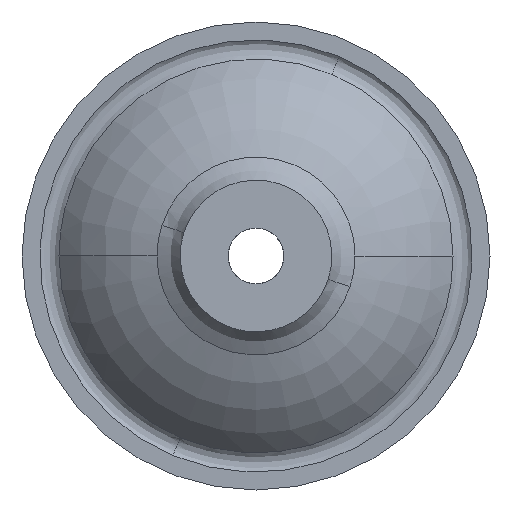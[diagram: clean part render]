
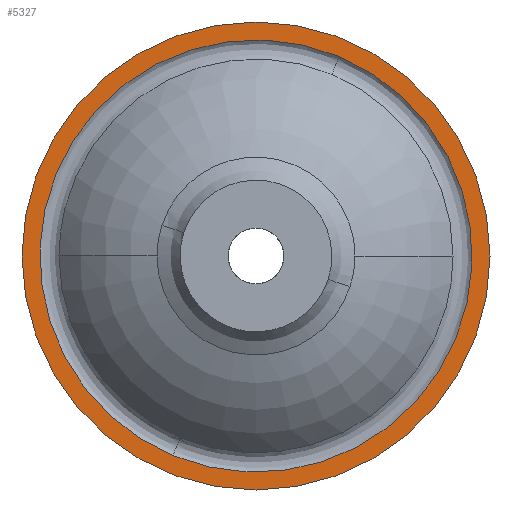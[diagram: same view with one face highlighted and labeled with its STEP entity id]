
A CAD part, front view. The second image highlights one B-rep face of the part: STEP entity #5327.
In plain terms, the highlighted planar face has unit normal (0, -1, 0).
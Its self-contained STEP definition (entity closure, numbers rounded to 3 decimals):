
#69 = ORIENTED_EDGE ( 'NONE', *, *, #3261, .F. ) ;
#83 = DIRECTION ( 'NONE',  ( 0., 0., 1. ) ) ;
#369 = CARTESIAN_POINT ( 'NONE',  ( 0., 52., 0. ) ) ;
#375 = CARTESIAN_POINT ( 'NONE',  ( 0., 52., 0. ) ) ;
#422 = EDGE_CURVE ( 'NONE', #4989, #3059, #908, .T. ) ;
#738 = DIRECTION ( 'NONE',  ( 0., -1., 0. ) ) ;
#908 = CIRCLE ( 'NONE', #2873, 170.875 ) ;
#1081 = EDGE_LOOP ( 'NONE', ( #5126, #69, #2923, #5088 ) ) ;
#1093 = EDGE_CURVE ( 'NONE', #2633, #4593, #4927, .T. ) ;
#1450 = VERTEX_POINT ( 'NONE', #3769 ) ;
#1523 = EDGE_LOOP ( 'NONE', ( #2664, #5637 ) ) ;
#2333 = AXIS2_PLACEMENT_3D ( 'NONE', #5411, #2395, #4470 ) ;
#2395 = DIRECTION ( 'NONE',  ( 0., -1., 0. ) ) ;
#2446 = AXIS2_PLACEMENT_3D ( 'NONE', #375, #4904, #4502 ) ;
#2463 = FACE_OUTER_BOUND ( 'NONE', #1081, .T. ) ;
#2561 = AXIS2_PLACEMENT_3D ( 'NONE', #3824, #5898, #5319 ) ;
#2577 = CARTESIAN_POINT ( 'NONE',  ( 0., 52., 185. ) ) ;
#2633 = VERTEX_POINT ( 'NONE', #5660 ) ;
#2664 = ORIENTED_EDGE ( 'NONE', *, *, #5913, .F. ) ;
#2764 = CIRCLE ( 'NONE', #2561, 185. ) ;
#2842 = DIRECTION ( 'NONE',  ( 0., 0., 1. ) ) ;
#2872 = FACE_BOUND ( 'NONE', #1523, .T. ) ;
#2873 = AXIS2_PLACEMENT_3D ( 'NONE', #4320, #738, #5396 ) ;
#2913 = CARTESIAN_POINT ( 'NONE',  ( 0., 52., -185. ) ) ;
#2923 = ORIENTED_EDGE ( 'NONE', *, *, #5246, .F. ) ;
#3059 = VERTEX_POINT ( 'NONE', #3986 ) ;
#3261 = EDGE_CURVE ( 'NONE', #3678, #2633, #2764, .T. ) ;
#3375 = DIRECTION ( 'NONE',  ( 0., 1., 0. ) ) ;
#3581 = CARTESIAN_POINT ( 'NONE',  ( 65.896, 52., 157.657 ) ) ;
#3678 = VERTEX_POINT ( 'NONE', #2913 ) ;
#3769 = CARTESIAN_POINT ( 'NONE',  ( 185., 52., 0. ) ) ;
#3824 = CARTESIAN_POINT ( 'NONE',  ( 0., 52., 0. ) ) ;
#3986 = CARTESIAN_POINT ( 'NONE',  ( -65.8, 52., -157.698 ) ) ;
#4074 = CIRCLE ( 'NONE', #2446, 185. ) ;
#4320 = CARTESIAN_POINT ( 'NONE',  ( 0., 52., 0. ) ) ;
#4470 = DIRECTION ( 'NONE',  ( 0., 0., 1. ) ) ;
#4502 = DIRECTION ( 'NONE',  ( 0., 0., 1. ) ) ;
#4593 = VERTEX_POINT ( 'NONE', #2577 ) ;
#4630 = DIRECTION ( 'NONE',  ( 0., 0., 1. ) ) ;
#4729 = CIRCLE ( 'NONE', #2333, 170.875 ) ;
#4804 = DIRECTION ( 'NONE',  ( 0., 1., 0. ) ) ;
#4904 = DIRECTION ( 'NONE',  ( 0., 1., 0. ) ) ;
#4927 = CIRCLE ( 'NONE', #6458, 185. ) ;
#4957 = EDGE_CURVE ( 'NONE', #4593, #1450, #6692, .T. ) ;
#4989 = VERTEX_POINT ( 'NONE', #3581 ) ;
#5088 = ORIENTED_EDGE ( 'NONE', *, *, #4957, .F. ) ;
#5126 = ORIENTED_EDGE ( 'NONE', *, *, #1093, .F. ) ;
#5170 = DIRECTION ( 'NONE',  ( 0., 1., 0. ) ) ;
#5246 = EDGE_CURVE ( 'NONE', #1450, #3678, #4074, .T. ) ;
#5319 = DIRECTION ( 'NONE',  ( 0., 0., 1. ) ) ;
#5327 = ADVANCED_FACE ( 'NONE', ( #2463, #2872 ), #5923, .F. ) ;
#5396 = DIRECTION ( 'NONE',  ( 0., 0., 1. ) ) ;
#5406 = CARTESIAN_POINT ( 'NONE',  ( 0., 52., 0. ) ) ;
#5411 = CARTESIAN_POINT ( 'NONE',  ( 0., 52., 0. ) ) ;
#5637 = ORIENTED_EDGE ( 'NONE', *, *, #422, .F. ) ;
#5660 = CARTESIAN_POINT ( 'NONE',  ( -185., 52., 0. ) ) ;
#5699 = AXIS2_PLACEMENT_3D ( 'NONE', #369, #5170, #4630 ) ;
#5898 = DIRECTION ( 'NONE',  ( 0., 1., 0. ) ) ;
#5913 = EDGE_CURVE ( 'NONE', #3059, #4989, #4729, .T. ) ;
#5923 = PLANE ( 'NONE',  #6575 ) ;
#6276 = CARTESIAN_POINT ( 'NONE',  ( 0., 52., 0. ) ) ;
#6458 = AXIS2_PLACEMENT_3D ( 'NONE', #6276, #4804, #83 ) ;
#6575 = AXIS2_PLACEMENT_3D ( 'NONE', #5406, #3375, #2842 ) ;
#6692 = CIRCLE ( 'NONE', #5699, 185. ) ;
